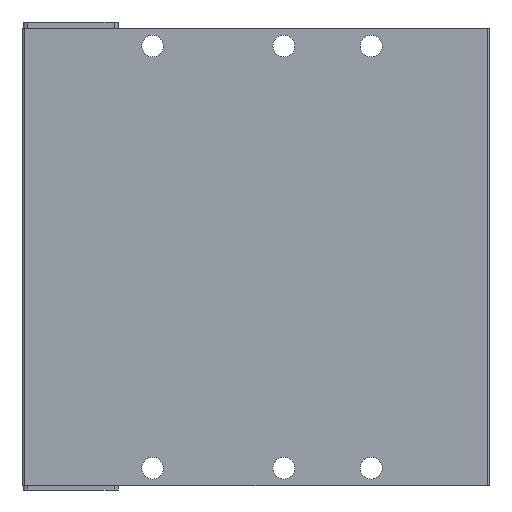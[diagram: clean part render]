
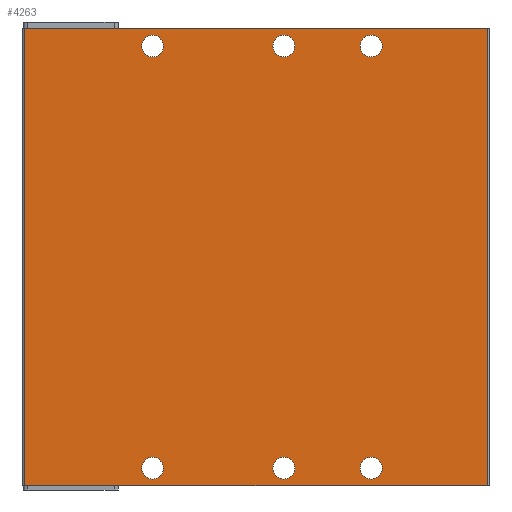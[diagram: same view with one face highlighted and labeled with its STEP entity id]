
A CAD part, front view. The second image highlights one B-rep face of the part: STEP entity #4263.
In plain terms, the highlighted planar face has unit normal (0, -1, 0).
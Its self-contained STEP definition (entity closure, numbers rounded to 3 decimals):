
#5 = ORIENTED_EDGE ( 'NONE', *, *, #5442, .T. ) ;
#26 = CARTESIAN_POINT ( 'NONE',  ( 79.7, 0., -1.5 ) ) ;
#46 = VERTEX_POINT ( 'NONE', #1441 ) ;
#60 = VERTEX_POINT ( 'NONE', #6511 ) ;
#72 = CARTESIAN_POINT ( 'NONE',  ( 0.5, 0., 0. ) ) ;
#98 = EDGE_LOOP ( 'NONE', ( #5203, #1462, #5823, #2297 ) ) ;
#132 = DIRECTION ( 'NONE',  ( 0., 1., 0. ) ) ;
#147 = CIRCLE ( 'NONE', #1659, 2.5 ) ;
#203 = CARTESIAN_POINT ( 'NONE',  ( 59.7, 0., -100.5 ) ) ;
#269 = DIRECTION ( 'NONE',  ( 0., 1., 0. ) ) ;
#270 = DIRECTION ( 'NONE',  ( 0., 0., -1. ) ) ;
#285 = DIRECTION ( 'NONE',  ( 0., 0., 1. ) ) ;
#320 = FACE_BOUND ( 'NONE', #1148, .T. ) ;
#328 = CARTESIAN_POINT ( 'NONE',  ( 29.7, 0., -4. ) ) ;
#329 = EDGE_CURVE ( 'NONE', #6047, #6516, #5230, .T. ) ;
#338 = EDGE_CURVE ( 'NONE', #3811, #60, #2688, .T. ) ;
#355 = FACE_BOUND ( 'NONE', #2565, .T. ) ;
#362 = ORIENTED_EDGE ( 'NONE', *, *, #329, .T. ) ;
#404 = VERTEX_POINT ( 'NONE', #1303 ) ;
#418 = CARTESIAN_POINT ( 'NONE',  ( 29.7, 0., -100.5 ) ) ;
#497 = ORIENTED_EDGE ( 'NONE', *, *, #4679, .T. ) ;
#507 = CARTESIAN_POINT ( 'NONE',  ( 79.7, 0., -103. ) ) ;
#576 = DIRECTION ( 'NONE',  ( 0., 0., -1. ) ) ;
#661 = EDGE_CURVE ( 'NONE', #46, #5626, #5039, .T. ) ;
#778 = DIRECTION ( 'NONE',  ( 0., 1., 0. ) ) ;
#862 = DIRECTION ( 'NONE',  ( 0., 0., -1. ) ) ;
#924 = EDGE_CURVE ( 'NONE', #5746, #6474, #147, .T. ) ;
#989 = DIRECTION ( 'NONE',  ( 0., 1., 0. ) ) ;
#1028 = DIRECTION ( 'NONE',  ( 0., 1., 0. ) ) ;
#1069 = VERTEX_POINT ( 'NONE', #507 ) ;
#1148 = EDGE_LOOP ( 'NONE', ( #3769, #5654 ) ) ;
#1156 = DIRECTION ( 'NONE',  ( 1., 0., 0. ) ) ;
#1208 = CARTESIAN_POINT ( 'NONE',  ( 79.7, 0., -4. ) ) ;
#1254 = CARTESIAN_POINT ( 'NONE',  ( 0.5, 0., -104.5 ) ) ;
#1303 = CARTESIAN_POINT ( 'NONE',  ( 106.2, 0., 0. ) ) ;
#1360 = ORIENTED_EDGE ( 'NONE', *, *, #2816, .T. ) ;
#1383 = AXIS2_PLACEMENT_3D ( 'NONE', #1989, #1028, #6501 ) ;
#1441 = CARTESIAN_POINT ( 'NONE',  ( 29.7, 0., -103. ) ) ;
#1443 = EDGE_CURVE ( 'NONE', #404, #5159, #5047, .T. ) ;
#1462 = ORIENTED_EDGE ( 'NONE', *, *, #6382, .T. ) ;
#1465 = ORIENTED_EDGE ( 'NONE', *, *, #6300, .T. ) ;
#1522 = DIRECTION ( 'NONE',  ( 0., 0., -1. ) ) ;
#1536 = AXIS2_PLACEMENT_3D ( 'NONE', #328, #2364, #6304 ) ;
#1659 = AXIS2_PLACEMENT_3D ( 'NONE', #1851, #269, #5916 ) ;
#1748 = DIRECTION ( 'NONE',  ( 0., 1., 0. ) ) ;
#1851 = CARTESIAN_POINT ( 'NONE',  ( 59.7, 0., -4. ) ) ;
#1895 = DIRECTION ( 'NONE',  ( 0., 0., -1. ) ) ;
#1989 = CARTESIAN_POINT ( 'NONE',  ( 79.7, 0., -100.5 ) ) ;
#2003 = ORIENTED_EDGE ( 'NONE', *, *, #4942, .T. ) ;
#2069 = CARTESIAN_POINT ( 'NONE',  ( 0.5, 0., 0. ) ) ;
#2190 = AXIS2_PLACEMENT_3D ( 'NONE', #418, #989, #1522 ) ;
#2210 = VERTEX_POINT ( 'NONE', #4714 ) ;
#2227 = AXIS2_PLACEMENT_3D ( 'NONE', #3266, #4864, #1895 ) ;
#2228 = CIRCLE ( 'NONE', #1383, 2.5 ) ;
#2263 = EDGE_CURVE ( 'NONE', #6516, #6047, #3828, .T. ) ;
#2297 = ORIENTED_EDGE ( 'NONE', *, *, #5982, .T. ) ;
#2304 = CARTESIAN_POINT ( 'NONE',  ( 59.7, 0., -103. ) ) ;
#2356 = VERTEX_POINT ( 'NONE', #3349 ) ;
#2364 = DIRECTION ( 'NONE',  ( 0., 1., 0. ) ) ;
#2385 = DIRECTION ( 'NONE',  ( 0., 0., -1. ) ) ;
#2410 = DIRECTION ( 'NONE',  ( 0., 1., 0. ) ) ;
#2468 = VERTEX_POINT ( 'NONE', #4317 ) ;
#2469 = DIRECTION ( 'NONE',  ( -1., 0., 0. ) ) ;
#2538 = CIRCLE ( 'NONE', #2847, 2.5 ) ;
#2565 = EDGE_LOOP ( 'NONE', ( #6517, #497 ) ) ;
#2688 = CIRCLE ( 'NONE', #1536, 2.5 ) ;
#2812 = CARTESIAN_POINT ( 'NONE',  ( 29.7, 0., -6.5 ) ) ;
#2815 = DIRECTION ( 'NONE',  ( 0., 1., 0. ) ) ;
#2816 = EDGE_CURVE ( 'NONE', #5626, #46, #5395, .T. ) ;
#2817 = EDGE_CURVE ( 'NONE', #2468, #5525, #2538, .T. ) ;
#2847 = AXIS2_PLACEMENT_3D ( 'NONE', #4387, #3431, #2385 ) ;
#2874 = DIRECTION ( 'NONE',  ( 0., -1., 0. ) ) ;
#3161 = EDGE_LOOP ( 'NONE', ( #5135, #1360 ) ) ;
#3181 = EDGE_LOOP ( 'NONE', ( #3469, #362 ) ) ;
#3260 = AXIS2_PLACEMENT_3D ( 'NONE', #6522, #2410, #862 ) ;
#3266 = CARTESIAN_POINT ( 'NONE',  ( 79.7, 0., -100.5 ) ) ;
#3349 = CARTESIAN_POINT ( 'NONE',  ( 106.2, 0., -104.5 ) ) ;
#3431 = DIRECTION ( 'NONE',  ( 0., 1., 0. ) ) ;
#3469 = ORIENTED_EDGE ( 'NONE', *, *, #2263, .T. ) ;
#3571 = CIRCLE ( 'NONE', #4959, 2.5 ) ;
#3586 = CARTESIAN_POINT ( 'NONE',  ( 59.7, 0., -1.5 ) ) ;
#3613 = AXIS2_PLACEMENT_3D ( 'NONE', #1208, #1748, #5776 ) ;
#3630 = LINE ( 'NONE', #5696, #6032 ) ;
#3754 = FACE_BOUND ( 'NONE', #3161, .T. ) ;
#3769 = ORIENTED_EDGE ( 'NONE', *, *, #5608, .T. ) ;
#3775 = AXIS2_PLACEMENT_3D ( 'NONE', #5092, #132, #576 ) ;
#3811 = VERTEX_POINT ( 'NONE', #2812 ) ;
#3823 = FACE_BOUND ( 'NONE', #3181, .T. ) ;
#3828 = CIRCLE ( 'NONE', #3613, 2.5 ) ;
#3897 = CARTESIAN_POINT ( 'NONE',  ( 106.2, 0., -104.5 ) ) ;
#3905 = AXIS2_PLACEMENT_3D ( 'NONE', #4788, #6317, #270 ) ;
#3934 = CARTESIAN_POINT ( 'NONE',  ( 0.5, 0., -104.5 ) ) ;
#3942 = CARTESIAN_POINT ( 'NONE',  ( 59.7, 0., -6.5 ) ) ;
#4000 = CIRCLE ( 'NONE', #2227, 2.5 ) ;
#4047 = CARTESIAN_POINT ( 'NONE',  ( 79.7, 0., -6.5 ) ) ;
#4092 = VECTOR ( 'NONE', #285, 1000. ) ;
#4263 = ADVANCED_FACE ( 'NONE', ( #6366, #355, #5332, #3823, #3754, #320, #4768 ), #5895, .T. ) ;
#4317 = CARTESIAN_POINT ( 'NONE',  ( 59.7, 0., -98. ) ) ;
#4359 = DIRECTION ( 'NONE',  ( 0., 0., -1. ) ) ;
#4387 = CARTESIAN_POINT ( 'NONE',  ( 59.7, 0., -100.5 ) ) ;
#4436 = VECTOR ( 'NONE', #2469, 1000. ) ;
#4440 = LINE ( 'NONE', #3934, #4966 ) ;
#4629 = CARTESIAN_POINT ( 'NONE',  ( 0.5, 0., -104.5 ) ) ;
#4679 = EDGE_CURVE ( 'NONE', #60, #3811, #4977, .T. ) ;
#4714 = CARTESIAN_POINT ( 'NONE',  ( 79.7, 0., -98. ) ) ;
#4735 = CIRCLE ( 'NONE', #3775, 2.5 ) ;
#4768 = FACE_BOUND ( 'NONE', #6266, .T. ) ;
#4788 = CARTESIAN_POINT ( 'NONE',  ( 29.7, 0., -4. ) ) ;
#4812 = ORIENTED_EDGE ( 'NONE', *, *, #924, .T. ) ;
#4835 = LINE ( 'NONE', #3897, #4092 ) ;
#4864 = DIRECTION ( 'NONE',  ( 0., 1., 0. ) ) ;
#4874 = CARTESIAN_POINT ( 'NONE',  ( 79.7, 0., -4. ) ) ;
#4912 = AXIS2_PLACEMENT_3D ( 'NONE', #4874, #2815, #5905 ) ;
#4942 = EDGE_CURVE ( 'NONE', #2210, #1069, #2228, .T. ) ;
#4959 = AXIS2_PLACEMENT_3D ( 'NONE', #203, #778, #5816 ) ;
#4966 = VECTOR ( 'NONE', #6478, 1000. ) ;
#4977 = CIRCLE ( 'NONE', #3905, 2.5 ) ;
#5039 = CIRCLE ( 'NONE', #2190, 2.5 ) ;
#5047 = LINE ( 'NONE', #2069, #4436 ) ;
#5087 = EDGE_LOOP ( 'NONE', ( #4812, #5 ) ) ;
#5092 = CARTESIAN_POINT ( 'NONE',  ( 59.7, 0., -4. ) ) ;
#5135 = ORIENTED_EDGE ( 'NONE', *, *, #661, .T. ) ;
#5155 = VERTEX_POINT ( 'NONE', #4629 ) ;
#5159 = VERTEX_POINT ( 'NONE', #72 ) ;
#5203 = ORIENTED_EDGE ( 'NONE', *, *, #6295, .T. ) ;
#5230 = CIRCLE ( 'NONE', #4912, 2.5 ) ;
#5332 = FACE_BOUND ( 'NONE', #5087, .T. ) ;
#5395 = CIRCLE ( 'NONE', #3260, 2.5 ) ;
#5442 = EDGE_CURVE ( 'NONE', #6474, #5746, #4735, .T. ) ;
#5525 = VERTEX_POINT ( 'NONE', #2304 ) ;
#5608 = EDGE_CURVE ( 'NONE', #5525, #2468, #3571, .T. ) ;
#5626 = VERTEX_POINT ( 'NONE', #5881 ) ;
#5654 = ORIENTED_EDGE ( 'NONE', *, *, #2817, .T. ) ;
#5696 = CARTESIAN_POINT ( 'NONE',  ( 0.5, 0., -104.5 ) ) ;
#5746 = VERTEX_POINT ( 'NONE', #3942 ) ;
#5776 = DIRECTION ( 'NONE',  ( 0., 0., -1. ) ) ;
#5816 = DIRECTION ( 'NONE',  ( 0., 0., -1. ) ) ;
#5823 = ORIENTED_EDGE ( 'NONE', *, *, #1443, .T. ) ;
#5881 = CARTESIAN_POINT ( 'NONE',  ( 29.7, 0., -98. ) ) ;
#5895 = PLANE ( 'NONE',  #6239 ) ;
#5905 = DIRECTION ( 'NONE',  ( 0., 0., -1. ) ) ;
#5916 = DIRECTION ( 'NONE',  ( 0., 0., -1. ) ) ;
#5982 = EDGE_CURVE ( 'NONE', #5159, #5155, #4440, .T. ) ;
#6032 = VECTOR ( 'NONE', #1156, 1000. ) ;
#6047 = VERTEX_POINT ( 'NONE', #26 ) ;
#6239 = AXIS2_PLACEMENT_3D ( 'NONE', #1254, #2874, #4359 ) ;
#6266 = EDGE_LOOP ( 'NONE', ( #1465, #2003 ) ) ;
#6295 = EDGE_CURVE ( 'NONE', #5155, #2356, #3630, .T. ) ;
#6300 = EDGE_CURVE ( 'NONE', #1069, #2210, #4000, .T. ) ;
#6304 = DIRECTION ( 'NONE',  ( 0., 0., -1. ) ) ;
#6317 = DIRECTION ( 'NONE',  ( 0., 1., 0. ) ) ;
#6366 = FACE_OUTER_BOUND ( 'NONE', #98, .T. ) ;
#6382 = EDGE_CURVE ( 'NONE', #2356, #404, #4835, .T. ) ;
#6474 = VERTEX_POINT ( 'NONE', #3586 ) ;
#6478 = DIRECTION ( 'NONE',  ( 0., 0., -1. ) ) ;
#6501 = DIRECTION ( 'NONE',  ( 0., 0., -1. ) ) ;
#6511 = CARTESIAN_POINT ( 'NONE',  ( 29.7, 0., -1.5 ) ) ;
#6516 = VERTEX_POINT ( 'NONE', #4047 ) ;
#6517 = ORIENTED_EDGE ( 'NONE', *, *, #338, .T. ) ;
#6522 = CARTESIAN_POINT ( 'NONE',  ( 29.7, 0., -100.5 ) ) ;
